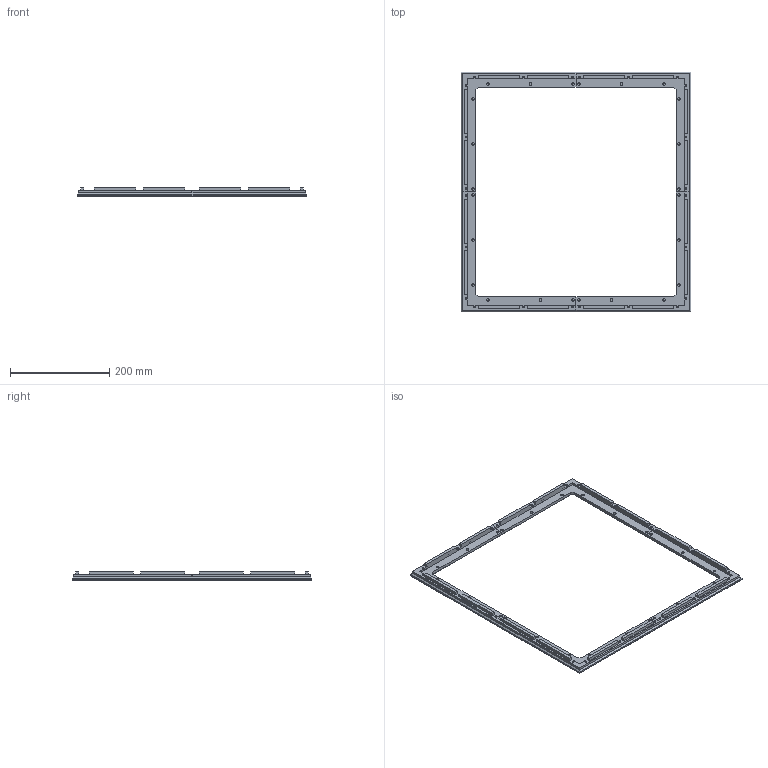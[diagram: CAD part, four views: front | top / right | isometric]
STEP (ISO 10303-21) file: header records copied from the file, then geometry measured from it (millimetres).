
FILE_DESCRIPTION(/* description */ (''),/* implementation_level */ '2;1');
FILE_NAME(/* name */ 'Magnet Front Panel.step',/* time_stamp */ '2021-04-23T10:35:44-05:00',/* author */ (''),/* organization */ (''),/* preprocessor_version */ 'ST-DEVELOPER v18.1',/* originating_system */ 'Autodesk Translation Framework v9.10.0.1330',/* authorisation */ '');
FILE_SCHEMA (('AUTOMOTIVE_DESIGN { 1 0 10303 214 3 1 1 }'));
Length unit declared in the file: millimetre
Products named in the file (2): Magnet Front Panel; Assembly
Assembly tree (1 placements, depth 2):
  Magnet Front Panel
    Assembly
Bounding box: 463 x 483 x 17.5 mm (x, y, z)
Volume: 469684.6 mm3; surface area: 210748.8 mm2
Topology: 8 solids, 8 shells, 624 faces, 1448 edges, 952 vertices
Faces by surface type: plane 528, cylinder 72, torus 24
Full cylindrical faces by diameter (mm): 3 x24, 5.25 x24, 5.75 x24
Entity records: 17656 total; most frequent: CARTESIAN_POINT 3028, ORIENTED_EDGE 2896, DIRECTION 2896, EDGE_CURVE 1448, LINE 1256, VECTOR 1256, VERTEX_POINT 952, AXIS2_PLACEMENT_3D 820
